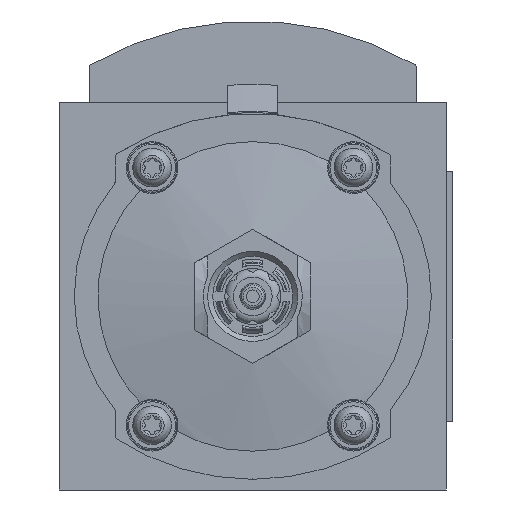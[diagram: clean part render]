
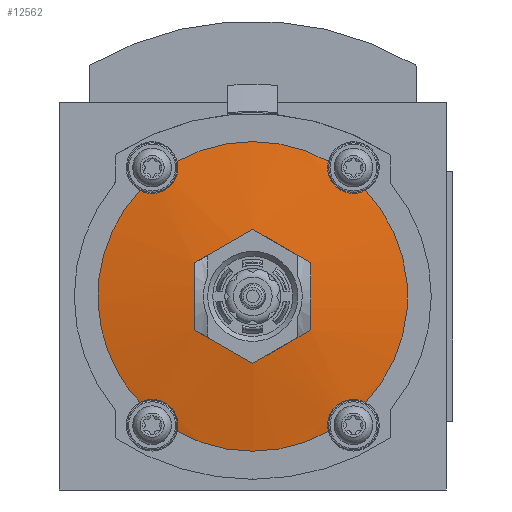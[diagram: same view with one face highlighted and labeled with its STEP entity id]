
A CAD part, front view. The second image highlights one B-rep face of the part: STEP entity #12562.
In plain terms, the highlighted spherical face has radius 160 mm.
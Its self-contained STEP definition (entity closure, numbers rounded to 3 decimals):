
#34=SPHERICAL_SURFACE('',#13209,160.);
#2085=B_SPLINE_CURVE_WITH_KNOTS('',3,(#17769,#17770,#17771,#17772,#17773,
#17774,#17775),.UNSPECIFIED.,.F.,.F.,(4,1,1,1,4),(0.,0.003,
0.007,0.01,0.014),
 .UNSPECIFIED.);
#2086=B_SPLINE_CURVE_WITH_KNOTS('',3,(#17779,#17780,#17781,#17782,#17783,
#17784,#17785),.UNSPECIFIED.,.F.,.F.,(4,1,1,1,4),(0.,0.003,
0.007,0.01,0.014),.UNSPECIFIED.);
#2087=B_SPLINE_CURVE_WITH_KNOTS('',3,(#17789,#17790,#17791,#17792,#17793,
#17794,#17795),.UNSPECIFIED.,.F.,.F.,(4,1,1,1,4),(0.,0.003,
0.007,0.01,0.014),
 .UNSPECIFIED.);
#2088=B_SPLINE_CURVE_WITH_KNOTS('',3,(#17799,#17800,#17801,#17802,#17803,
#17804,#17805),.UNSPECIFIED.,.F.,.F.,(4,1,1,1,4),(0.,0.003,
0.007,0.01,0.014),
 .UNSPECIFIED.);
#2433=ORIENTED_EDGE('',*,*,#5040,.F.);
#2434=ORIENTED_EDGE('',*,*,#5041,.T.);
#2435=ORIENTED_EDGE('',*,*,#5042,.F.);
#2436=ORIENTED_EDGE('',*,*,#5043,.T.);
#2437=ORIENTED_EDGE('',*,*,#5044,.F.);
#2438=ORIENTED_EDGE('',*,*,#5045,.T.);
#2439=ORIENTED_EDGE('',*,*,#5046,.F.);
#2440=ORIENTED_EDGE('',*,*,#5047,.T.);
#2441=ORIENTED_EDGE('',*,*,#5048,.F.);
#2442=ORIENTED_EDGE('',*,*,#5049,.F.);
#2443=ORIENTED_EDGE('',*,*,#5050,.F.);
#2444=ORIENTED_EDGE('',*,*,#5051,.F.);
#2445=ORIENTED_EDGE('',*,*,#5052,.F.);
#2446=ORIENTED_EDGE('',*,*,#5053,.F.);
#5040=EDGE_CURVE('',#6307,#6308,#7091,.T.);
#5041=EDGE_CURVE('',#6307,#6309,#2085,.T.);
#5042=EDGE_CURVE('',#6310,#6309,#7092,.T.);
#5043=EDGE_CURVE('',#6310,#6311,#2086,.T.);
#5044=EDGE_CURVE('',#6312,#6311,#7093,.T.);
#5045=EDGE_CURVE('',#6312,#6313,#2087,.T.);
#5046=EDGE_CURVE('',#6314,#6313,#7094,.T.);
#5047=EDGE_CURVE('',#6314,#6308,#2088,.T.);
#5048=EDGE_CURVE('',#6315,#6316,#7095,.F.);
#5049=EDGE_CURVE('',#6317,#6315,#7096,.F.);
#5050=EDGE_CURVE('',#6318,#6317,#7097,.F.);
#5051=EDGE_CURVE('',#6319,#6318,#7098,.F.);
#5052=EDGE_CURVE('',#6320,#6319,#7099,.F.);
#5053=EDGE_CURVE('',#6316,#6320,#7100,.F.);
#6307=VERTEX_POINT('',#17767);
#6308=VERTEX_POINT('',#17768);
#6309=VERTEX_POINT('',#17776);
#6310=VERTEX_POINT('',#17778);
#6311=VERTEX_POINT('',#17786);
#6312=VERTEX_POINT('',#17788);
#6313=VERTEX_POINT('',#17796);
#6314=VERTEX_POINT('',#17798);
#6315=VERTEX_POINT('',#17807);
#6316=VERTEX_POINT('',#17808);
#6317=VERTEX_POINT('',#17810);
#6318=VERTEX_POINT('',#17812);
#6319=VERTEX_POINT('',#17814);
#6320=VERTEX_POINT('',#17816);
#7091=CIRCLE('',#13210,35.989);
#7092=CIRCLE('',#13211,35.989);
#7093=CIRCLE('',#13212,35.989);
#7094=CIRCLE('',#13213,35.989);
#7095=CIRCLE('',#13214,159.429);
#7096=CIRCLE('',#13215,159.429);
#7097=CIRCLE('',#13216,159.429);
#7098=CIRCLE('',#13217,159.429);
#7099=CIRCLE('',#13218,159.429);
#7100=CIRCLE('',#13219,159.429);
#7531=EDGE_LOOP('',(#2433,#2434,#2435,#2436,#2437,#2438,#2439,#2440));
#7532=EDGE_LOOP('',(#2441,#2442,#2443,#2444,#2445,#2446));
#8201=FACE_BOUND('',#7531,.T.);
#8202=FACE_BOUND('',#7532,.T.);
#12562=ADVANCED_FACE('',(#8201,#8202),#34,.T.);
#13209=AXIS2_PLACEMENT_3D('',#17765,#14435,#14436);
#13210=AXIS2_PLACEMENT_3D('',#17766,#14437,#14438);
#13211=AXIS2_PLACEMENT_3D('',#17777,#14439,#14440);
#13212=AXIS2_PLACEMENT_3D('',#17787,#14441,#14442);
#13213=AXIS2_PLACEMENT_3D('',#17797,#14443,#14444);
#13214=AXIS2_PLACEMENT_3D('',#17806,#14445,#14446);
#13215=AXIS2_PLACEMENT_3D('',#17809,#14447,#14448);
#13216=AXIS2_PLACEMENT_3D('',#17811,#14449,#14450);
#13217=AXIS2_PLACEMENT_3D('',#17813,#14451,#14452);
#13218=AXIS2_PLACEMENT_3D('',#17815,#14453,#14454);
#13219=AXIS2_PLACEMENT_3D('',#17817,#14455,#14456);
#14435=DIRECTION('',(0.,-1.,0.));
#14436=DIRECTION('',(-1.,0.,0.));
#14437=DIRECTION('',(0.,1.,0.));
#14438=DIRECTION('',(0.,0.,1.));
#14439=DIRECTION('',(0.,1.,0.));
#14440=DIRECTION('',(0.,0.,1.));
#14441=DIRECTION('',(0.,1.,0.));
#14442=DIRECTION('',(0.,0.,1.));
#14443=DIRECTION('',(0.,1.,0.));
#14444=DIRECTION('',(0.,0.,1.));
#14445=DIRECTION('',(0.5,0.,0.866));
#14446=DIRECTION('',(0.866,0.,-0.5));
#14447=DIRECTION('',(1.,0.,0.));
#14448=DIRECTION('',(0.,0.,-1.));
#14449=DIRECTION('',(0.5,0.,-0.866));
#14450=DIRECTION('',(-0.866,0.,-0.5));
#14451=DIRECTION('',(-0.5,0.,-0.866));
#14452=DIRECTION('',(-0.866,0.,0.5));
#14453=DIRECTION('',(-1.,0.,0.));
#14454=DIRECTION('',(0.,0.,1.));
#14455=DIRECTION('',(-0.5,0.,0.866));
#14456=DIRECTION('',(0.866,0.,0.5));
#17765=CARTESIAN_POINT('',(0.,-262.6,0.));
#17766=CARTESIAN_POINT('',(0.,-418.5,0.));
#17767=CARTESIAN_POINT('',(26.22,-418.5,24.651));
#17768=CARTESIAN_POINT('',(26.22,-418.5,-24.651));
#17769=CARTESIAN_POINT('',(26.22,-418.5,24.651));
#17770=CARTESIAN_POINT('',(25.208,-418.756,24.111));
#17771=CARTESIAN_POINT('',(22.893,-419.195,23.624));
#17772=CARTESIAN_POINT('',(19.485,-419.453,24.936));
#17773=CARTESIAN_POINT('',(17.386,-419.196,27.922));
#17774=CARTESIAN_POINT('',(17.296,-418.756,30.292));
#17775=CARTESIAN_POINT('',(17.576,-418.5,31.405));
#17776=CARTESIAN_POINT('',(17.576,-418.5,31.405));
#17777=CARTESIAN_POINT('',(0.,-418.5,0.));
#17778=CARTESIAN_POINT('',(-17.576,-418.5,31.405));
#17779=CARTESIAN_POINT('',(-17.576,-418.5,31.405));
#17780=CARTESIAN_POINT('',(-17.296,-418.756,30.292));
#17781=CARTESIAN_POINT('',(-17.384,-419.195,27.929));
#17782=CARTESIAN_POINT('',(-19.481,-419.453,24.939));
#17783=CARTESIAN_POINT('',(-22.886,-419.196,23.624));
#17784=CARTESIAN_POINT('',(-25.208,-418.756,24.111));
#17785=CARTESIAN_POINT('',(-26.22,-418.5,24.651));
#17786=CARTESIAN_POINT('',(-26.22,-418.5,24.651));
#17787=CARTESIAN_POINT('',(0.,-418.5,0.));
#17788=CARTESIAN_POINT('',(-26.22,-418.5,-24.651));
#17789=CARTESIAN_POINT('',(-26.22,-418.5,-24.651));
#17790=CARTESIAN_POINT('',(-25.208,-418.756,-24.111));
#17791=CARTESIAN_POINT('',(-22.893,-419.195,-23.624));
#17792=CARTESIAN_POINT('',(-19.485,-419.453,-24.936));
#17793=CARTESIAN_POINT('',(-17.386,-419.196,-27.922));
#17794=CARTESIAN_POINT('',(-17.296,-418.756,-30.292));
#17795=CARTESIAN_POINT('',(-17.576,-418.5,-31.405));
#17796=CARTESIAN_POINT('',(-17.576,-418.5,-31.405));
#17797=CARTESIAN_POINT('',(0.,-418.5,0.));
#17798=CARTESIAN_POINT('',(17.576,-418.5,-31.405));
#17799=CARTESIAN_POINT('',(17.576,-418.5,-31.405));
#17800=CARTESIAN_POINT('',(17.296,-418.756,-30.292));
#17801=CARTESIAN_POINT('',(17.384,-419.195,-27.929));
#17802=CARTESIAN_POINT('',(19.481,-419.453,-24.939));
#17803=CARTESIAN_POINT('',(22.886,-419.196,-23.624));
#17804=CARTESIAN_POINT('',(25.208,-418.756,-24.111));
#17805=CARTESIAN_POINT('',(26.22,-418.5,-24.651));
#17806=CARTESIAN_POINT('',(6.75,-262.6,11.691));
#17807=CARTESIAN_POINT('',(13.5,-421.839,7.794));
#17808=CARTESIAN_POINT('',(0.,-421.839,15.588));
#17809=CARTESIAN_POINT('',(13.5,-262.6,0.));
#17810=CARTESIAN_POINT('',(13.5,-421.839,-7.794));
#17811=CARTESIAN_POINT('',(6.75,-262.6,-11.691));
#17812=CARTESIAN_POINT('',(0.,-421.839,-15.588));
#17813=CARTESIAN_POINT('',(-6.75,-262.6,-11.691));
#17814=CARTESIAN_POINT('',(-13.5,-421.839,-7.794));
#17815=CARTESIAN_POINT('',(-13.5,-262.6,0.));
#17816=CARTESIAN_POINT('',(-13.5,-421.839,7.794));
#17817=CARTESIAN_POINT('',(-6.75,-262.6,11.691));
